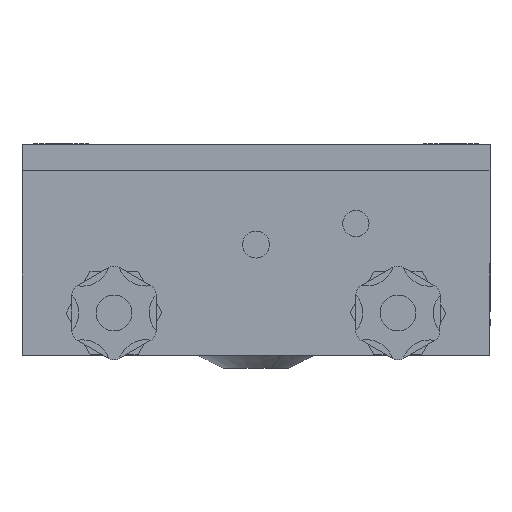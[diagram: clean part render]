
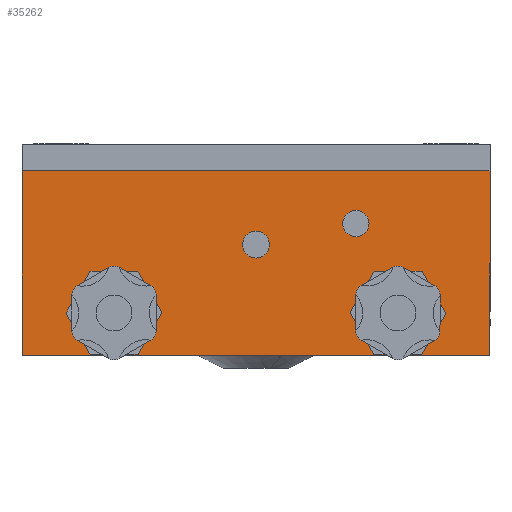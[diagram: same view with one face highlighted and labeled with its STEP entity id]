
A CAD part, front view. The second image highlights one B-rep face of the part: STEP entity #35262.
In plain terms, the highlighted planar face has unit normal (0, -1, 0).
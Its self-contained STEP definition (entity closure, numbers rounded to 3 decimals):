
#195 = CARTESIAN_POINT ( 'NONE',  ( -31.764, -0.909, 107.75 ) ) ;
#201 = AXIS2_PLACEMENT_3D ( 'NONE', #7208, #16976, #20168 ) ;
#778 = EDGE_LOOP ( 'NONE', ( #18532, #38849 ) ) ;
#1006 = DIRECTION ( 'NONE',  ( 0., 0., -1. ) ) ;
#1878 = EDGE_CURVE ( 'NONE', #16202, #30222, #23904, .T. ) ;
#2220 = CARTESIAN_POINT ( 'NONE',  ( 39.736, -0.909, 99.75 ) ) ;
#2500 = VECTOR ( 'NONE', #15332, 1000. ) ;
#2663 = AXIS2_PLACEMENT_3D ( 'NONE', #9845, #6954, #35229 ) ;
#2965 = CARTESIAN_POINT ( 'NONE',  ( 22.236, -0.909, 103.005 ) ) ;
#3759 = VERTEX_POINT ( 'NONE', #9475 ) ;
#4358 = CIRCLE ( 'NONE', #17659, 2.5 ) ;
#5148 = FACE_BOUND ( 'NONE', #34743, .T. ) ;
#5696 = DIRECTION ( 'NONE',  ( 0., -1., 0. ) ) ;
#5768 = CARTESIAN_POINT ( 'NONE',  ( -4.764, -0.909, 123.303 ) ) ;
#6327 = CIRCLE ( 'NONE', #23910, 2.553 ) ;
#6336 = ORIENTED_EDGE ( 'NONE', *, *, #21192, .F. ) ;
#6495 = DIRECTION ( 'NONE',  ( 0., 0., -1. ) ) ;
#6953 = LINE ( 'NONE', #24834, #2500 ) ;
#6954 = DIRECTION ( 'NONE',  ( 0., -1., 0. ) ) ;
#7208 = CARTESIAN_POINT ( 'NONE',  ( 14.236, -0.909, 124.75 ) ) ;
#7424 = EDGE_CURVE ( 'NONE', #18640, #3759, #25015, .T. ) ;
#7553 = EDGE_CURVE ( 'NONE', #32736, #16366, #30441, .T. ) ;
#8036 = CARTESIAN_POINT ( 'NONE',  ( 39.736, -0.909, 112.75 ) ) ;
#8283 = VERTEX_POINT ( 'NONE', #16452 ) ;
#8530 = CARTESIAN_POINT ( 'NONE',  ( -4.764, -0.909, 120.75 ) ) ;
#8560 = DIRECTION ( 'NONE',  ( 0., 0., -1. ) ) ;
#8719 = DIRECTION ( 'NONE',  ( -1., 0., 0. ) ) ;
#8872 = DIRECTION ( 'NONE',  ( 0., 0., -1. ) ) ;
#9138 = ORIENTED_EDGE ( 'NONE', *, *, #19499, .T. ) ;
#9475 = CARTESIAN_POINT ( 'NONE',  ( -31.764, -0.909, 103.005 ) ) ;
#9845 = CARTESIAN_POINT ( 'NONE',  ( 22.236, -0.909, 107.75 ) ) ;
#10623 = ORIENTED_EDGE ( 'NONE', *, *, #28454, .F. ) ;
#11461 = AXIS2_PLACEMENT_3D ( 'NONE', #34256, #37058, #24548 ) ;
#11882 = PLANE ( 'NONE',  #11461 ) ;
#13796 = CARTESIAN_POINT ( 'NONE',  ( -4.764, -0.909, 118.197 ) ) ;
#14003 = VECTOR ( 'NONE', #8719, 1000. ) ;
#14141 = ORIENTED_EDGE ( 'NONE', *, *, #39956, .F. ) ;
#14902 = AXIS2_PLACEMENT_3D ( 'NONE', #30239, #27882, #8560 ) ;
#15332 = DIRECTION ( 'NONE',  ( 0., 0., 1. ) ) ;
#15480 = DIRECTION ( 'NONE',  ( 0., -1., 0. ) ) ;
#16202 = VERTEX_POINT ( 'NONE', #13796 ) ;
#16366 = VERTEX_POINT ( 'NONE', #20806 ) ;
#16400 = EDGE_CURVE ( 'NONE', #16366, #32736, #4358, .T. ) ;
#16452 = CARTESIAN_POINT ( 'NONE',  ( -49.264, -0.909, 99.75 ) ) ;
#16474 = CARTESIAN_POINT ( 'NONE',  ( -31.764, -0.909, 112.495 ) ) ;
#16646 = CARTESIAN_POINT ( 'NONE',  ( 14.236, -0.909, 127.25 ) ) ;
#16976 = DIRECTION ( 'NONE',  ( 0., -1., 0. ) ) ;
#16984 = FACE_OUTER_BOUND ( 'NONE', #31979, .T. ) ;
#17659 = AXIS2_PLACEMENT_3D ( 'NONE', #30008, #5696, #8872 ) ;
#17815 = ORIENTED_EDGE ( 'NONE', *, *, #7553, .F. ) ;
#18441 = VECTOR ( 'NONE', #29699, 1000. ) ;
#18498 = FACE_BOUND ( 'NONE', #778, .T. ) ;
#18532 = ORIENTED_EDGE ( 'NONE', *, *, #1878, .F. ) ;
#18640 = VERTEX_POINT ( 'NONE', #16474 ) ;
#18681 = DIRECTION ( 'NONE',  ( 0., 0., -1. ) ) ;
#18878 = CARTESIAN_POINT ( 'NONE',  ( 39.736, -0.909, 134.75 ) ) ;
#18921 = DIRECTION ( 'NONE',  ( 0., -1., 0. ) ) ;
#18983 = FACE_BOUND ( 'NONE', #34083, .T. ) ;
#19499 = EDGE_CURVE ( 'NONE', #30763, #33772, #32290, .T. ) ;
#20007 = VECTOR ( 'NONE', #35311, 1000. ) ;
#20168 = DIRECTION ( 'NONE',  ( 0., 0., -1. ) ) ;
#20806 = CARTESIAN_POINT ( 'NONE',  ( 14.236, -0.909, 122.25 ) ) ;
#21192 = EDGE_CURVE ( 'NONE', #36659, #33772, #38814, .T. ) ;
#21745 = AXIS2_PLACEMENT_3D ( 'NONE', #37592, #18921, #6495 ) ;
#22182 = EDGE_LOOP ( 'NONE', ( #39407, #28369 ) ) ;
#22945 = CIRCLE ( 'NONE', #2663, 4.745 ) ;
#23904 = CIRCLE ( 'NONE', #34120, 2.553 ) ;
#23910 = AXIS2_PLACEMENT_3D ( 'NONE', #32187, #38686, #1006 ) ;
#24419 = CARTESIAN_POINT ( 'NONE',  ( 39.736, -0.909, 99.75 ) ) ;
#24548 = DIRECTION ( 'NONE',  ( 0., 0., -1. ) ) ;
#24772 = CIRCLE ( 'NONE', #14902, 4.745 ) ;
#24834 = CARTESIAN_POINT ( 'NONE',  ( -49.264, -0.909, 112.75 ) ) ;
#25015 = CIRCLE ( 'NONE', #31639, 4.745 ) ;
#26231 = EDGE_CURVE ( 'NONE', #3759, #18640, #24772, .T. ) ;
#26904 = FACE_BOUND ( 'NONE', #22182, .T. ) ;
#27882 = DIRECTION ( 'NONE',  ( 0., -1., 0. ) ) ;
#28369 = ORIENTED_EDGE ( 'NONE', *, *, #7424, .F. ) ;
#28454 = EDGE_CURVE ( 'NONE', #33053, #30117, #22945, .T. ) ;
#28840 = EDGE_CURVE ( 'NONE', #30763, #8283, #39227, .T. ) ;
#28977 = CARTESIAN_POINT ( 'NONE',  ( -49.264, -0.909, 134.75 ) ) ;
#29699 = DIRECTION ( 'NONE',  ( 0., 0., 1. ) ) ;
#29774 = EDGE_CURVE ( 'NONE', #30117, #33053, #31720, .T. ) ;
#30008 = CARTESIAN_POINT ( 'NONE',  ( 14.236, -0.909, 124.75 ) ) ;
#30117 = VERTEX_POINT ( 'NONE', #39758 ) ;
#30120 = ORIENTED_EDGE ( 'NONE', *, *, #28840, .F. ) ;
#30218 = CARTESIAN_POINT ( 'NONE',  ( -49.264, -0.909, 134.75 ) ) ;
#30222 = VERTEX_POINT ( 'NONE', #5768 ) ;
#30239 = CARTESIAN_POINT ( 'NONE',  ( -31.764, -0.909, 107.75 ) ) ;
#30282 = ORIENTED_EDGE ( 'NONE', *, *, #29774, .F. ) ;
#30441 = CIRCLE ( 'NONE', #201, 2.5 ) ;
#30623 = DIRECTION ( 'NONE',  ( 0., -1., 0. ) ) ;
#30763 = VERTEX_POINT ( 'NONE', #24419 ) ;
#31078 = EDGE_CURVE ( 'NONE', #30222, #16202, #6327, .T. ) ;
#31639 = AXIS2_PLACEMENT_3D ( 'NONE', #195, #15480, #18681 ) ;
#31720 = CIRCLE ( 'NONE', #21745, 4.745 ) ;
#31979 = EDGE_LOOP ( 'NONE', ( #6336, #14141, #30120, #9138 ) ) ;
#32187 = CARTESIAN_POINT ( 'NONE',  ( -4.764, -0.909, 120.75 ) ) ;
#32290 = LINE ( 'NONE', #8036, #18441 ) ;
#32736 = VERTEX_POINT ( 'NONE', #16646 ) ;
#33053 = VERTEX_POINT ( 'NONE', #2965 ) ;
#33772 = VERTEX_POINT ( 'NONE', #18878 ) ;
#34083 = EDGE_LOOP ( 'NONE', ( #35286, #17815 ) ) ;
#34120 = AXIS2_PLACEMENT_3D ( 'NONE', #8530, #30623, #36574 ) ;
#34256 = CARTESIAN_POINT ( 'NONE',  ( -49.264, -0.909, 112.75 ) ) ;
#34743 = EDGE_LOOP ( 'NONE', ( #10623, #30282 ) ) ;
#35229 = DIRECTION ( 'NONE',  ( 0., 0., -1. ) ) ;
#35262 = ADVANCED_FACE ( 'NONE', ( #5148, #26904, #18983, #18498, #16984 ), #11882, .T. ) ;
#35286 = ORIENTED_EDGE ( 'NONE', *, *, #16400, .F. ) ;
#35311 = DIRECTION ( 'NONE',  ( 1., 0., 0. ) ) ;
#36574 = DIRECTION ( 'NONE',  ( 0., 0., -1. ) ) ;
#36659 = VERTEX_POINT ( 'NONE', #30218 ) ;
#37058 = DIRECTION ( 'NONE',  ( 0., -1., 0. ) ) ;
#37592 = CARTESIAN_POINT ( 'NONE',  ( 22.236, -0.909, 107.75 ) ) ;
#38686 = DIRECTION ( 'NONE',  ( 0., -1., 0. ) ) ;
#38814 = LINE ( 'NONE', #28977, #20007 ) ;
#38849 = ORIENTED_EDGE ( 'NONE', *, *, #31078, .F. ) ;
#39227 = LINE ( 'NONE', #2220, #14003 ) ;
#39407 = ORIENTED_EDGE ( 'NONE', *, *, #26231, .F. ) ;
#39758 = CARTESIAN_POINT ( 'NONE',  ( 22.236, -0.909, 112.495 ) ) ;
#39956 = EDGE_CURVE ( 'NONE', #8283, #36659, #6953, .T. ) ;
